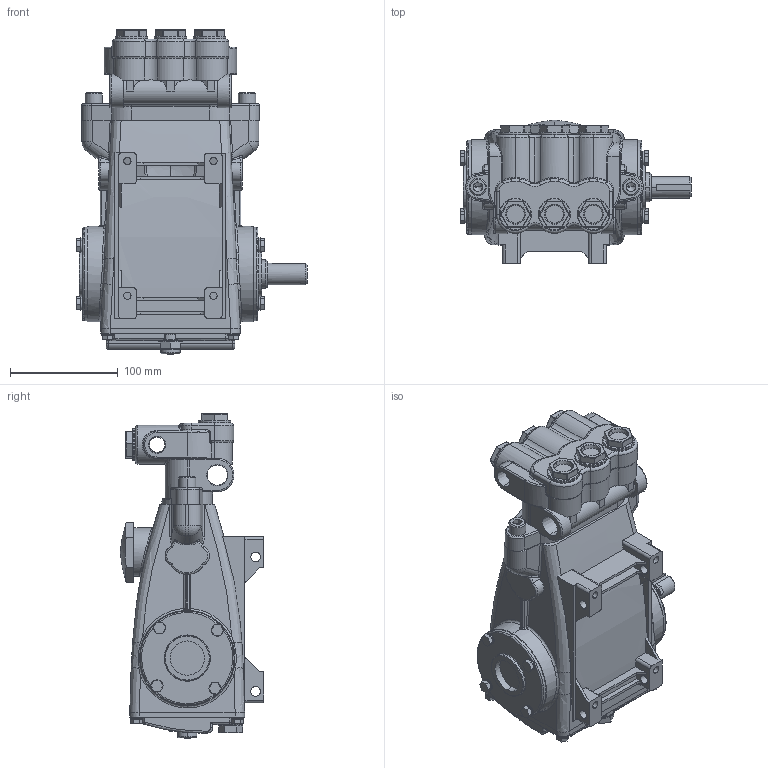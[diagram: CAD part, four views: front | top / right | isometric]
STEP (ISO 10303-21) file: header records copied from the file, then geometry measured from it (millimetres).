
FILE_DESCRIPTION (( 'STEP AP214' ), '1' );
FILE_NAME ('340.STEP', '2010-11-17T14:59:25', ( 'Mary Jo Helmbrecht' ), ( 'DDC' ), 'SwSTEP 2.0', 'SolidWorks 2010', '' );
FILE_SCHEMA (( 'AUTOMOTIVE_DESIGN' ));
Length unit declared in the file: millimetre
Products named in the file (1): 340
Bounding box: 214 x 133.35 x 301.75 mm (x, y, z)
Surface area: 213907 mm2 (no closed solid volume)
Topology: 0 solids, 18 shells, 1097 faces, 3016 edges, 1806 vertices
Faces by surface type: plane 397, cylinder 361, bspline 149, torus 136, cone 31, sphere 23
Entity records: 75068 total; most frequent: CARTESIAN_POINT 36073, DIRECTION 5718, ORIENTED_EDGE 5435, EDGE_CURVE 2991, AXIS2_PLACEMENT_3D 2217, VERTEX_POINT 1805, VECTOR 1284, LINE 1284
